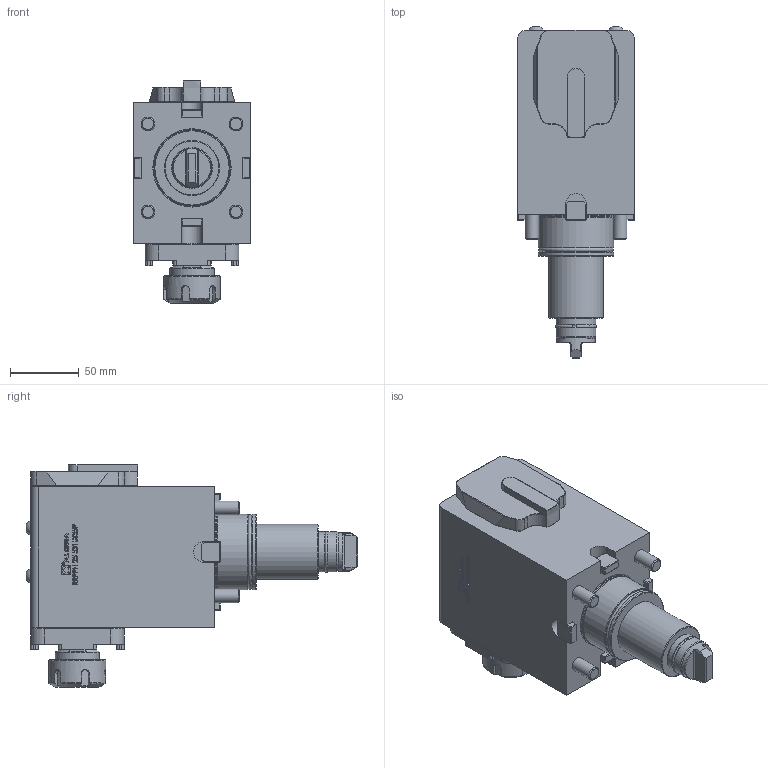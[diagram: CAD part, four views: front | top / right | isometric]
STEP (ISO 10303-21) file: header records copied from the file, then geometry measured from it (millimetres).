
FILE_DESCRIPTION (( 'STEP AP214' ), '1' );
FILE_NAME ('RRPPH25531UT55P.STEP', '2022-09-10T07:17:58', ( '' ), ( '' ), 'SwSTEP 2.0', 'SolidWorks 2016', '' );
FILE_SCHEMA (( 'AUTOMOTIVE_DESIGN' ));
Length unit declared in the file: millimetre
Products named in the file (1): RRPPH25531UT55P
Bounding box: 85 x 241.3 x 162.03 mm (x, y, z)
Volume: 1447234.9 mm3; surface area: 106973.8 mm2
Topology: 11 solids, 14 shells, 863 faces, 2191 edges, 1421 vertices
Faces by surface type: plane 545, bspline 134, cylinder 107, cone 51, torus 22, sphere 4
Full cylindrical faces by diameter (mm): 1.7 x1, 2.1 x1, 6 x4, 6.366 x1, 8.2 x1, 8.566 x2, 9.8 x1, 10 x4, 10.5 x4, 12 x2, 28 x1, 29 x2, 32 x1, 40 x1, 41.5 x1, 50.2 x1, 54.6 x1, 55 x3, 56 x1, 56.2 x1
Entity records: 37650 total; most frequent: CARTESIAN_POINT 14458, ORIENTED_EDGE 4180, DIRECTION 3491, EDGE_CURVE 2090, VECTOR 1429, LINE 1429, VERTEX_POINT 1396, AXIS2_PLACEMENT_3D 1031
